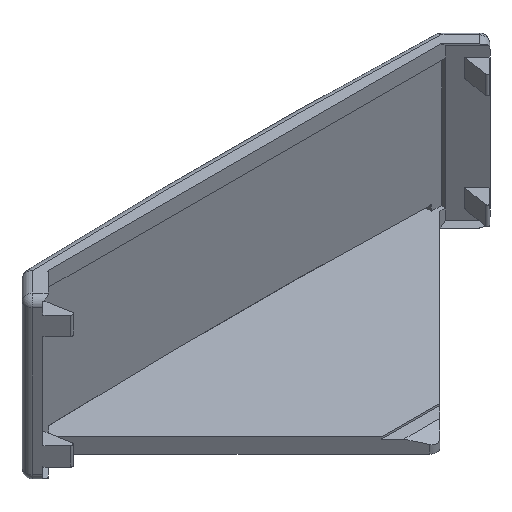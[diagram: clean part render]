
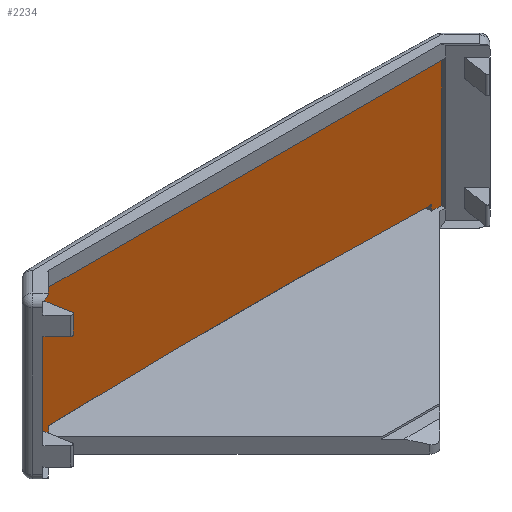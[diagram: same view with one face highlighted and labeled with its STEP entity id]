
A CAD part, isometric view. The second image highlights one B-rep face of the part: STEP entity #2234.
In plain terms, the highlighted cylindrical face has radius 1563.08 mm (diameter 3126.17 mm), a partial arc.
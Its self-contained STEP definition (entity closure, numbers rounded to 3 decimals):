
#604=CARTESIAN_POINT('',(0.,-1561.085,17.5));
#605=DIRECTION('',(0.,0.,-1.));
#606=DIRECTION('',(-0.035,0.999,0.));
#607=AXIS2_PLACEMENT_3D('',#604,#605,#606);
#619=DIRECTION('',(0.,0.,1.));
#620=VECTOR('',#619,1.5);
#621=CARTESIAN_POINT('',(-51.6,1.148,-17.5));
#622=LINE('',#621,#620);
#626=DIRECTION('',(0.,0.,-1.));
#627=VECTOR('',#626,35.);
#628=CARTESIAN_POINT('',(-54.3,1.057,17.5));
#629=LINE('',#628,#627);
#633=DIRECTION('',(0.,0.,1.));
#634=VECTOR('',#633,35.);
#635=CARTESIAN_POINT('',(54.3,1.057,-17.5));
#636=LINE('',#635,#634);
#640=DIRECTION('',(0.,0.,-1.));
#641=VECTOR('',#640,1.5);
#642=CARTESIAN_POINT('',(51.6,1.148,-16.));
#643=LINE('',#642,#641);
#654=CARTESIAN_POINT('',(0.,-1561.085,-16.));
#655=DIRECTION('',(0.,0.,1.));
#656=DIRECTION('',(0.033,0.999,0.));
#657=AXIS2_PLACEMENT_3D('',#654,#655,#656);
#691=CARTESIAN_POINT('',(0.,-1561.085,-17.5));
#692=DIRECTION('',(0.,0.,1.));
#693=DIRECTION('',(-0.033,0.999,0.));
#694=AXIS2_PLACEMENT_3D('',#691,#692,#693);
#714=CARTESIAN_POINT('',(0.,-1561.085,-17.5));
#715=DIRECTION('',(0.,0.,1.));
#716=DIRECTION('',(0.035,0.999,0.));
#717=AXIS2_PLACEMENT_3D('',#714,#715,#716);
#1713=CARTESIAN_POINT('',(54.3,1.057,-17.5));
#1714=CARTESIAN_POINT('',(51.6,1.148,-17.5));
#1715=VERTEX_POINT('',#1713);
#1716=VERTEX_POINT('',#1714);
#1721=CARTESIAN_POINT('',(-51.6,1.148,-17.5));
#1722=VERTEX_POINT('',#1721);
#1723=CARTESIAN_POINT('',(-54.3,1.057,-17.5));
#1724=VERTEX_POINT('',#1723);
#1725=CARTESIAN_POINT('',(-51.6,1.148,-16.));
#1726=VERTEX_POINT('',#1725);
#1727=CARTESIAN_POINT('',(51.6,1.148,-16.));
#1728=VERTEX_POINT('',#1727);
#1797=CARTESIAN_POINT('',(-54.3,1.057,17.5));
#1798=VERTEX_POINT('',#1797);
#1803=CARTESIAN_POINT('',(54.3,1.057,17.5));
#1804=VERTEX_POINT('',#1803);
#2212=CARTESIAN_POINT('',(0.,-1561.085,21.5));
#2213=DIRECTION('',(0.,0.,-1.));
#2214=DIRECTION('',(-1.,0.,0.));
#2215=AXIS2_PLACEMENT_3D('',#2212,#2213,#2214);
#2216=CYLINDRICAL_SURFACE('',#2215,1563.085);
#2218=ORIENTED_EDGE('',*,*,#2217,.F.);
#2220=ORIENTED_EDGE('',*,*,#2219,.T.);
#2222=ORIENTED_EDGE('',*,*,#2221,.F.);
#2223=ORIENTED_EDGE('',*,*,#2202,.T.);
#2225=ORIENTED_EDGE('',*,*,#2224,.F.);
#2227=ORIENTED_EDGE('',*,*,#2226,.T.);
#2229=ORIENTED_EDGE('',*,*,#2228,.F.);
#2231=ORIENTED_EDGE('',*,*,#2230,.T.);
#2232=EDGE_LOOP('',(#2218,#2220,#2222,#2223,#2225,#2227,#2229,#2231));
#2233=FACE_OUTER_BOUND('',#2232,.F.);
#608=CIRCLE('',#607,1563.085);
#658=CIRCLE('',#657,1563.085);
#695=CIRCLE('',#694,1563.085);
#718=CIRCLE('',#717,1563.085);
#2202=EDGE_CURVE('',#1798,#1804,#608,.T.);
#2217=EDGE_CURVE('',#1722,#1726,#622,.T.);
#2219=EDGE_CURVE('',#1722,#1724,#695,.T.);
#2221=EDGE_CURVE('',#1798,#1724,#629,.T.);
#2224=EDGE_CURVE('',#1715,#1804,#636,.T.);
#2226=EDGE_CURVE('',#1715,#1716,#718,.T.);
#2228=EDGE_CURVE('',#1728,#1716,#643,.T.);
#2230=EDGE_CURVE('',#1728,#1726,#658,.T.);
#2234=ADVANCED_FACE('',(#2233),#2216,.F.);
